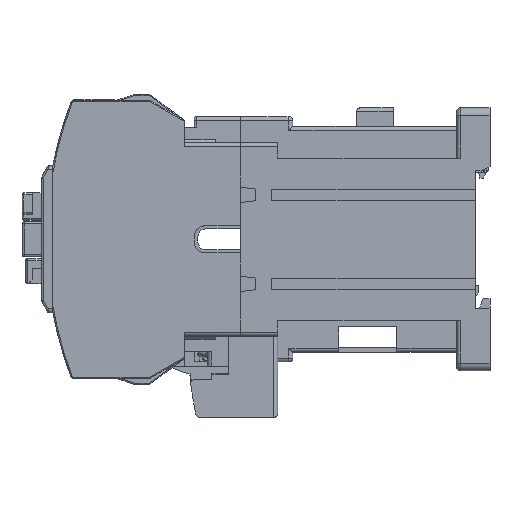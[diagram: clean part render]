
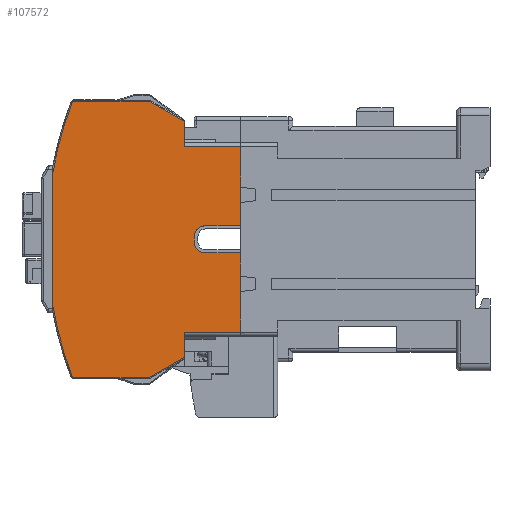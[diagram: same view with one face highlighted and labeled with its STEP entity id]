
A CAD part, left-side view. The second image highlights one B-rep face of the part: STEP entity #107572.
In plain terms, the highlighted planar face has unit normal (-1, 0.009, 0).
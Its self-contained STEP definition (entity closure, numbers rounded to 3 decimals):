
#12560=CARTESIAN_POINT('',(-29.421,-8.4,3.5));
#12561=CARTESIAN_POINT('',(-29.417,-7.9,3.5));
#12562=CARTESIAN_POINT('',(-29.41,-7.117,
3.283));
#12563=CARTESIAN_POINT('',(-29.403,-6.235,
2.666));
#12564=CARTESIAN_POINT('',(-29.397,-5.617,
1.783));
#12565=CARTESIAN_POINT('',(-29.395,-5.4,1.));
#12566=CARTESIAN_POINT('',(-29.395,-5.4,0.5));
#12568=CARTESIAN_POINT('',(-29.395,-5.4,-0.5));
#12569=CARTESIAN_POINT('',(-29.395,-5.4,-1.));
#12570=CARTESIAN_POINT('',(-29.397,-5.617,
-1.783));
#12571=CARTESIAN_POINT('',(-29.403,-6.235,
-2.666));
#12572=CARTESIAN_POINT('',(-29.41,-7.117,
-3.283));
#12573=CARTESIAN_POINT('',(-29.417,-7.9,-3.5));
#12574=CARTESIAN_POINT('',(-29.421,-8.4,-3.5));
#12576=DIRECTION('',(0.,0.,-1.));
#12577=VECTOR('',#12576,6.456);
#12578=CARTESIAN_POINT('',(-29.373,-2.9,
-24.));
#12579=LINE('',#12578,#12577);
#12580=DIRECTION('',(0.008,0.866,-0.5));
#12581=VECTOR('',#12580,10.488);
#12582=CARTESIAN_POINT('',(-29.373,-2.9,-30.456));
#12583=LINE('',#12582,#12581);
#12584=CARTESIAN_POINT('',(-29.125,25.529,
-35.));
#12585=DIRECTION('',(1.,-0.009,0.));
#12586=DIRECTION('',(0.,0.,-1.));
#12587=AXIS2_PLACEMENT_3D('',#12584,#12585,#12586);
#12589=CARTESIAN_POINT('',(-29.933,-67.07,
0.));
#12590=DIRECTION('',(1.,-0.009,0.));
#12591=DIRECTION('',(0.008,0.935,-0.354));
#12592=AXIS2_PLACEMENT_3D('',#12589,#12590,#12591);
#12594=CARTESIAN_POINT('',(-29.933,-67.07,
0.));
#12595=DIRECTION('',(1.,-0.009,0.));
#12596=DIRECTION('',(0.009,0.985,0.174));
#12597=AXIS2_PLACEMENT_3D('',#12594,#12595,#12596);
#12599=CARTESIAN_POINT('',(-29.125,25.529,
35.));
#12600=DIRECTION('',(1.,-0.009,0.));
#12601=DIRECTION('',(0.008,0.935,0.353));
#12602=AXIS2_PLACEMENT_3D('',#12599,#12600,#12601);
#12604=DIRECTION('',(-0.008,-0.866,-0.5));
#12605=VECTOR('',#12604,10.488);
#12606=CARTESIAN_POINT('',(-29.294,6.183,35.7));
#12607=LINE('',#12606,#12605);
#12608=DIRECTION('',(0.,0.,-1.));
#12609=VECTOR('',#12608,6.456);
#12610=CARTESIAN_POINT('',(-29.373,-2.9,
30.456));
#12611=LINE('',#12610,#12609);
#12612=DIRECTION('',(0.,0.,1.));
#12613=VECTOR('',#12612,10.5);
#12614=CARTESIAN_POINT('',(-29.5,-17.4,13.5));
#12615=LINE('',#12614,#12613);
#12652=DIRECTION('',(0.,0.,1.));
#12653=VECTOR('',#12652,10.5);
#12654=CARTESIAN_POINT('',(-29.5,-17.4,-24.));
#12655=LINE('',#12654,#12653);
#12664=DIRECTION('',(0.,0.,1.));
#12665=VECTOR('',#12664,6.);
#12666=CARTESIAN_POINT('',(-29.5,-17.4,-9.5));
#12667=LINE('',#12666,#12665);
#12668=DIRECTION('',(0.,0.,1.));
#12669=VECTOR('',#12668,6.);
#12670=CARTESIAN_POINT('',(-29.5,-17.4,3.5));
#12671=LINE('',#12670,#12669);
#12697=DIRECTION('',(0.009,1.,0.));
#12698=VECTOR('',#12697,14.501);
#12699=CARTESIAN_POINT('',(-29.5,-17.4,24.));
#12700=LINE('',#12699,#12698);
#37406=DIRECTION('',(-0.009,-1.,0.));
#37407=VECTOR('',#37406,14.501);
#37408=CARTESIAN_POINT('',(-29.373,-2.9,
-24.));
#37409=LINE('',#37408,#37407);
#44494=DIRECTION('',(0.,0.,-1.));
#44495=VECTOR('',#44494,34.715);
#44496=CARTESIAN_POINT('',(-29.077,31.1,
17.358));
#44497=LINE('',#44496,#44495);
#44685=DIRECTION('',(0.009,1.,0.));
#44686=VECTOR('',#44685,19.347);
#44687=CARTESIAN_POINT('',(-29.294,6.183,35.7));
#44688=LINE('',#44687,#44686);
#44811=DIRECTION('',(-0.009,-1.,0.));
#44812=VECTOR('',#44811,19.347);
#44813=CARTESIAN_POINT('',(-29.125,25.529,
-35.7));
#44814=LINE('',#44813,#44812);
#51718=DIRECTION('',(0.009,1.,0.));
#51719=VECTOR('',#51718,9.);
#51720=CARTESIAN_POINT('',(-29.5,-17.4,-3.5));
#51721=LINE('',#51720,#51719);
#51738=DIRECTION('',(0.,0.,1.));
#51739=VECTOR('',#51738,1.);
#51740=CARTESIAN_POINT('',(-29.395,-5.4,-0.5));
#51741=LINE('',#51740,#51739);
#51754=DIRECTION('',(-0.009,-1.,0.));
#51755=VECTOR('',#51754,9.);
#51756=CARTESIAN_POINT('',(-29.421,-8.4,3.5));
#51757=LINE('',#51756,#51755);
#51826=DIRECTION('',(0.,0.,1.));
#51827=VECTOR('',#51826,4.);
#51828=CARTESIAN_POINT('',(-29.5,-17.4,-13.5));
#51829=LINE('',#51828,#51827);
#52211=DIRECTION('',(0.,0.,1.));
#52212=VECTOR('',#52211,4.);
#52213=CARTESIAN_POINT('',(-29.5,-17.4,9.5));
#52214=LINE('',#52213,#52212);
#74561=CARTESIAN_POINT('',(-29.5,-17.4,3.5));
#74562=VERTEX_POINT('',#74561);
#74563=CARTESIAN_POINT('',(-29.5,-17.4,-3.5));
#74564=VERTEX_POINT('',#74563);
#74817=CARTESIAN_POINT('',(-29.5,-17.4,9.5));
#74818=VERTEX_POINT('',#74817);
#74819=CARTESIAN_POINT('',(-29.5,-17.4,13.5));
#74820=VERTEX_POINT('',#74819);
#74833=CARTESIAN_POINT('',(-29.5,-17.4,24.));
#74834=VERTEX_POINT('',#74833);
#74881=CARTESIAN_POINT('',(-29.5,-17.4,-24.));
#74882=VERTEX_POINT('',#74881);
#74883=CARTESIAN_POINT('',(-29.5,-17.4,-13.5));
#74884=VERTEX_POINT('',#74883);
#74889=CARTESIAN_POINT('',(-29.5,-17.4,-9.5));
#74890=VERTEX_POINT('',#74889);
#74891=CARTESIAN_POINT('',(-29.421,-8.4,3.5));
#74892=VERTEX_POINT('',#74891);
#74893=VERTEX_POINT('',#12566);
#74894=CARTESIAN_POINT('',(-29.395,-5.4,-0.5));
#74895=VERTEX_POINT('',#74894);
#74896=VERTEX_POINT('',#12574);
#74897=CARTESIAN_POINT('',(-29.373,-2.9,
-24.));
#74898=VERTEX_POINT('',#74897);
#74899=CARTESIAN_POINT('',(-29.373,-2.9,-30.456));
#74900=VERTEX_POINT('',#74899);
#74901=CARTESIAN_POINT('',(-29.294,6.183,-35.7));
#74902=VERTEX_POINT('',#74901);
#74903=CARTESIAN_POINT('',(-29.125,25.529,
-35.7));
#74904=VERTEX_POINT('',#74903);
#74905=CARTESIAN_POINT('',(-29.12,26.184,
-35.247));
#74906=VERTEX_POINT('',#74905);
#74907=CARTESIAN_POINT('',(-29.077,31.1,
-17.358));
#74908=VERTEX_POINT('',#74907);
#74909=CARTESIAN_POINT('',(-29.077,31.1,
17.358));
#74910=VERTEX_POINT('',#74909);
#74911=CARTESIAN_POINT('',(-29.12,26.184,
35.248));
#74912=VERTEX_POINT('',#74911);
#74913=CARTESIAN_POINT('',(-29.125,25.529,
35.7));
#74914=VERTEX_POINT('',#74913);
#74915=CARTESIAN_POINT('',(-29.294,6.183,35.7));
#74916=VERTEX_POINT('',#74915);
#74917=CARTESIAN_POINT('',(-29.373,-2.9,
30.456));
#74918=VERTEX_POINT('',#74917);
#74919=CARTESIAN_POINT('',(-29.373,-2.9,
24.));
#74920=VERTEX_POINT('',#74919);
#107520=CARTESIAN_POINT('',(-29.5,-17.4,37.285));
#107521=DIRECTION('',(1.,-0.009,0.));
#107522=DIRECTION('',(0.,0.,1.));
#107523=AXIS2_PLACEMENT_3D('',#107520,#107521,#107522);
#107524=PLANE('',#107523);
#107526=ORIENTED_EDGE('',*,*,#107525,.F.);
#107528=ORIENTED_EDGE('',*,*,#107527,.F.);
#107530=ORIENTED_EDGE('',*,*,#107529,.F.);
#107532=ORIENTED_EDGE('',*,*,#107531,.F.);
#107534=ORIENTED_EDGE('',*,*,#107533,.T.);
#107536=ORIENTED_EDGE('',*,*,#107535,.F.);
#107538=ORIENTED_EDGE('',*,*,#107537,.T.);
#107540=ORIENTED_EDGE('',*,*,#107539,.F.);
#107542=ORIENTED_EDGE('',*,*,#107541,.F.);
#107544=ORIENTED_EDGE('',*,*,#107543,.F.);
#107546=ORIENTED_EDGE('',*,*,#107545,.F.);
#107548=ORIENTED_EDGE('',*,*,#107547,.F.);
#107549=ORIENTED_EDGE('',*,*,#101874,.T.);
#107551=ORIENTED_EDGE('',*,*,#107550,.T.);
#107553=ORIENTED_EDGE('',*,*,#107552,.F.);
#107555=ORIENTED_EDGE('',*,*,#107554,.T.);
#107557=ORIENTED_EDGE('',*,*,#107556,.T.);
#107559=ORIENTED_EDGE('',*,*,#107558,.F.);
#107561=ORIENTED_EDGE('',*,*,#107560,.T.);
#107563=ORIENTED_EDGE('',*,*,#107562,.T.);
#107565=ORIENTED_EDGE('',*,*,#107564,.F.);
#107566=ORIENTED_EDGE('',*,*,#107511,.T.);
#107567=ORIENTED_EDGE('',*,*,#104342,.T.);
#107569=ORIENTED_EDGE('',*,*,#107568,.F.);
#107570=EDGE_LOOP('',(#107526,#107528,#107530,#107532,#107534,#107536,#107538,
#107540,#107542,#107544,#107546,#107548,#107549,#107551,#107553,#107555,#107557,
#107559,#107561,#107563,#107565,#107566,#107567,#107569));
#107571=FACE_OUTER_BOUND('',#107570,.F.);
#107572=ADVANCED_FACE('',(#107571),#107524,.F.);
#12567=B_SPLINE_CURVE_WITH_KNOTS('',3,(#12560,#12561,#12562,#12563,#12564,
#12565,#12566),.UNSPECIFIED.,.F.,.F.,(4,1,1,1,4),(0.,0.25,0.5,0.75,
1.),.UNSPECIFIED.);
#12575=B_SPLINE_CURVE_WITH_KNOTS('',3,(#12568,#12569,#12570,#12571,#12572,
#12573,#12574),.UNSPECIFIED.,.F.,.F.,(4,1,1,1,4),(0.,0.25,0.5,0.75,
1.),.UNSPECIFIED.);
#12588=CIRCLE('',#12587,0.7);
#12593=CIRCLE('',#12592,99.696);
#12598=CIRCLE('',#12597,99.696);
#12603=CIRCLE('',#12602,0.7);
#101874=EDGE_CURVE('',#74898,#74900,#12579,.T.);
#104342=EDGE_CURVE('',#74918,#74920,#12611,.T.);
#107511=EDGE_CURVE('',#74916,#74918,#12607,.T.);
#107525=EDGE_CURVE('',#74820,#74834,#12615,.T.);
#107527=EDGE_CURVE('',#74818,#74820,#52214,.T.);
#107529=EDGE_CURVE('',#74562,#74818,#12671,.T.);
#107531=EDGE_CURVE('',#74892,#74562,#51757,.T.);
#107533=EDGE_CURVE('',#74892,#74893,#12567,.T.);
#107535=EDGE_CURVE('',#74895,#74893,#51741,.T.);
#107537=EDGE_CURVE('',#74895,#74896,#12575,.T.);
#107539=EDGE_CURVE('',#74564,#74896,#51721,.T.);
#107541=EDGE_CURVE('',#74890,#74564,#12667,.T.);
#107543=EDGE_CURVE('',#74884,#74890,#51829,.T.);
#107545=EDGE_CURVE('',#74882,#74884,#12655,.T.);
#107547=EDGE_CURVE('',#74898,#74882,#37409,.T.);
#107550=EDGE_CURVE('',#74900,#74902,#12583,.T.);
#107552=EDGE_CURVE('',#74904,#74902,#44814,.T.);
#107554=EDGE_CURVE('',#74904,#74906,#12588,.T.);
#107556=EDGE_CURVE('',#74906,#74908,#12593,.T.);
#107558=EDGE_CURVE('',#74910,#74908,#44497,.T.);
#107560=EDGE_CURVE('',#74910,#74912,#12598,.T.);
#107562=EDGE_CURVE('',#74912,#74914,#12603,.T.);
#107564=EDGE_CURVE('',#74916,#74914,#44688,.T.);
#107568=EDGE_CURVE('',#74834,#74920,#12700,.T.);
